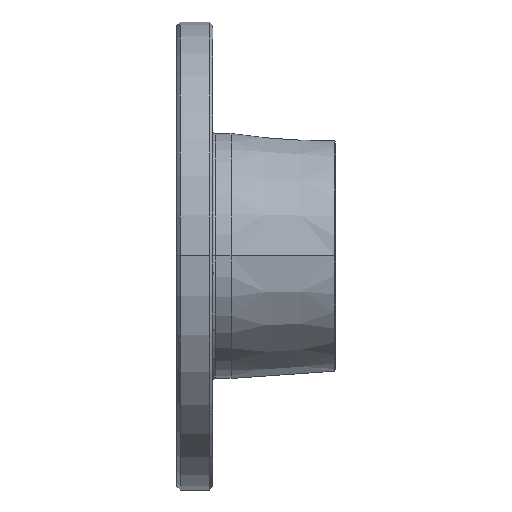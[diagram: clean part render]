
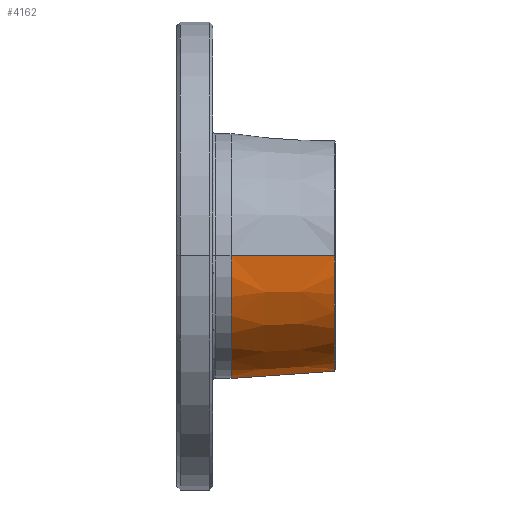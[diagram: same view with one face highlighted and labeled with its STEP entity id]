
A CAD part, top view. The second image highlights one B-rep face of the part: STEP entity #4162.
In plain terms, the highlighted conical face has half-angle 4 degrees and reference radius 27 mm.
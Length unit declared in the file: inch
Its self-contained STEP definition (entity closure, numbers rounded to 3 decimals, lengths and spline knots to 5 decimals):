
#341 = DIRECTION ( 'NONE',  ( 0., 0., 1. ) ) ;
#510 = B_SPLINE_CURVE_WITH_KNOTS ( 'NONE', 3,
 ( #3586, #4974, #8090, #4301 ),
 .UNSPECIFIED., .F., .F.,
 ( 4, 4 ),
 ( 0., 0.02283 ),
 .UNSPECIFIED. ) ;
#710 = CARTESIAN_POINT ( 'NONE',  ( 0.47244, -1.06253, 0.0315 ) ) ;
#903 = CARTESIAN_POINT ( 'NONE',  ( 0.47244, 0., 1.06299 ) ) ;
#940 = ORIENTED_EDGE ( 'NONE', *, *, #6699, .F. ) ;
#970 = DIRECTION ( 'NONE',  ( -1., 0., 0. ) ) ;
#1517 = AXIS2_PLACEMENT_3D ( 'NONE', #7442, #1955, #2932 ) ;
#1576 = VERTEX_POINT ( 'NONE', #903 ) ;
#1871 = VERTEX_POINT ( 'NONE', #3640 ) ;
#1918 = ORIENTED_EDGE ( 'NONE', *, *, #6687, .T. ) ;
#1955 = DIRECTION ( 'NONE',  ( -1., 0., 0. ) ) ;
#2104 = FACE_OUTER_BOUND ( 'NONE', #4018, .T. ) ;
#2167 = ORIENTED_EDGE ( 'NONE', *, *, #6410, .T. ) ;
#2932 = DIRECTION ( 'NONE',  ( 0., 0., 1. ) ) ;
#2976 = VERTEX_POINT ( 'NONE', #710 ) ;
#3147 = VECTOR ( 'NONE', #6692, 39.37008 ) ;
#3586 = CARTESIAN_POINT ( 'NONE',  ( 1.36917, -0.99979, 0.0315 ) ) ;
#3640 = CARTESIAN_POINT ( 'NONE',  ( 1.36917, 0., 1.00029 ) ) ;
#3882 = CIRCLE ( 'NONE', #4054, 1.00029 ) ;
#3954 = VERTEX_POINT ( 'NONE', #4994 ) ;
#4018 = EDGE_LOOP ( 'NONE', ( #1918, #2167, #6418, #940 ) ) ;
#4054 = AXIS2_PLACEMENT_3D ( 'NONE', #8066, #4277, #341 ) ;
#4162 = ADVANCED_FACE ( 'NONE', ( #2104 ), #8342, .T. ) ;
#4277 = DIRECTION ( 'NONE',  ( -1., 0., 0. ) ) ;
#4301 = CARTESIAN_POINT ( 'NONE',  ( 0.47244, -1.06253, 0.0315 ) ) ;
#4942 = CARTESIAN_POINT ( 'NONE',  ( 0.47244, 0., 0. ) ) ;
#4974 = CARTESIAN_POINT ( 'NONE',  ( 1.07026, -1.0207, 0.0315 ) ) ;
#4994 = CARTESIAN_POINT ( 'NONE',  ( 1.36917, -0.99979, 0.0315 ) ) ;
#5593 = DIRECTION ( 'NONE',  ( 0., 0., 1. ) ) ;
#5799 = EDGE_CURVE ( 'NONE', #2976, #1576, #7899, .T. ) ;
#6076 = CARTESIAN_POINT ( 'NONE',  ( 0.47244, 0., 1.06299 ) ) ;
#6410 = EDGE_CURVE ( 'NONE', #1871, #1576, #6659, .T. ) ;
#6418 = ORIENTED_EDGE ( 'NONE', *, *, #5799, .F. ) ;
#6659 = LINE ( 'NONE', #6076, #3147 ) ;
#6687 = EDGE_CURVE ( 'NONE', #3954, #1871, #3882, .T. ) ;
#6692 = DIRECTION ( 'NONE',  ( -0.998, 0., 0.07 ) ) ;
#6699 = EDGE_CURVE ( 'NONE', #3954, #2976, #510, .T. ) ;
#7146 = AXIS2_PLACEMENT_3D ( 'NONE', #4942, #970, #5593 ) ;
#7442 = CARTESIAN_POINT ( 'NONE',  ( 0.47244, 0., 0. ) ) ;
#7899 = CIRCLE ( 'NONE', #7146, 1.06299 ) ;
#8066 = CARTESIAN_POINT ( 'NONE',  ( 1.36917, 0., 0. ) ) ;
#8090 = CARTESIAN_POINT ( 'NONE',  ( 0.77135, -1.04161, 0.0315 ) ) ;
#8342 = CONICAL_SURFACE ( 'NONE', #1517, 1.06299, 0.07 ) ;
